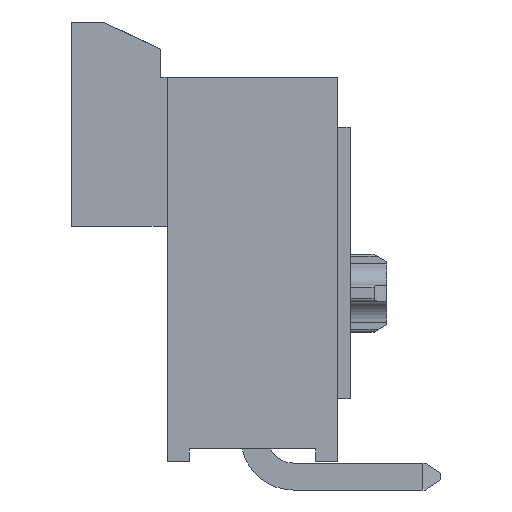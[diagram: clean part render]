
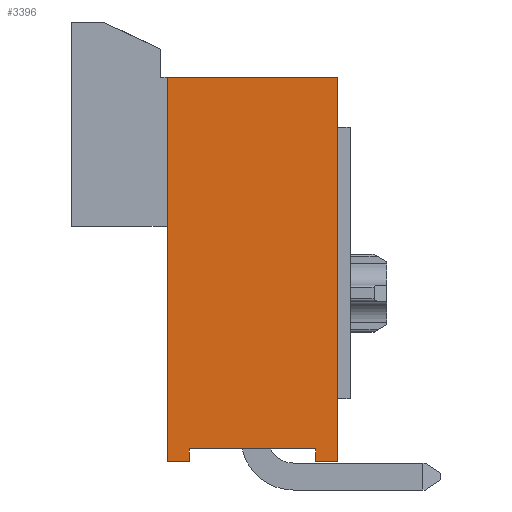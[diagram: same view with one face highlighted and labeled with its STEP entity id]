
A CAD part, left-side view. The second image highlights one B-rep face of the part: STEP entity #3396.
In plain terms, the highlighted planar face has unit normal (-1, 0, 0).
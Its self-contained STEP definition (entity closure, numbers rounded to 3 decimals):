
#9=DIRECTION('',(0.,-1.,0.));
#10=VECTOR('',#9,6.79);
#11=CARTESIAN_POINT('',(-6.025,3.395,0.));
#12=LINE('',#11,#10);
#377=DIRECTION('',(0.,0.,-1.));
#378=VECTOR('',#377,15.3);
#379=CARTESIAN_POINT('',(-6.025,-3.395,0.));
#380=LINE('',#379,#378);
#689=DIRECTION('',(0.,-1.,0.));
#690=VECTOR('',#689,5.03);
#691=CARTESIAN_POINT('',(-6.025,2.515,-14.8));
#692=LINE('',#691,#690);
#693=DIRECTION('',(0.,0.,1.));
#694=VECTOR('',#693,0.5);
#695=CARTESIAN_POINT('',(-6.025,2.515,-15.3));
#696=LINE('',#695,#694);
#697=DIRECTION('',(0.,0.,-1.));
#698=VECTOR('',#697,15.3);
#699=CARTESIAN_POINT('',(-6.025,3.395,0.));
#700=LINE('',#699,#698);
#701=DIRECTION('',(0.,0.,1.));
#702=VECTOR('',#701,0.5);
#703=CARTESIAN_POINT('',(-6.025,-2.515,-15.3));
#704=LINE('',#703,#702);
#745=DIRECTION('',(0.,-1.,0.));
#746=VECTOR('',#745,0.88);
#747=CARTESIAN_POINT('',(-6.025,-2.515,-15.3));
#748=LINE('',#747,#746);
#765=DIRECTION('',(0.,-1.,0.));
#766=VECTOR('',#765,0.88);
#767=CARTESIAN_POINT('',(-6.025,3.395,-15.3));
#768=LINE('',#767,#766);
#2005=CARTESIAN_POINT('',(-6.025,3.395,0.));
#2006=CARTESIAN_POINT('',(-6.025,-3.395,0.));
#2007=VERTEX_POINT('',#2005);
#2008=VERTEX_POINT('',#2006);
#2013=CARTESIAN_POINT('',(-6.025,3.395,-15.3));
#2014=VERTEX_POINT('',#2013);
#2015=CARTESIAN_POINT('',(-6.025,-3.395,-15.3));
#2016=VERTEX_POINT('',#2015);
#2037=CARTESIAN_POINT('',(-6.025,-2.515,-15.3));
#2038=VERTEX_POINT('',#2037);
#2039=CARTESIAN_POINT('',(-6.025,2.515,-15.3));
#2041=VERTEX_POINT('',#2039);
#2045=CARTESIAN_POINT('',(-6.025,2.515,-14.8));
#2046=CARTESIAN_POINT('',(-6.025,-2.515,-14.8));
#2047=VERTEX_POINT('',#2045);
#2048=VERTEX_POINT('',#2046);
#3376=CARTESIAN_POINT('',(-6.025,3.395,0.));
#3377=DIRECTION('',(-1.,0.,0.));
#3378=DIRECTION('',(0.,-1.,0.));
#3379=AXIS2_PLACEMENT_3D('',#3376,#3377,#3378);
#3380=PLANE('',#3379);
#3381=ORIENTED_EDGE('',*,*,#3331,.F.);
#3383=ORIENTED_EDGE('',*,*,#3382,.F.);
#3385=ORIENTED_EDGE('',*,*,#3384,.F.);
#3387=ORIENTED_EDGE('',*,*,#3386,.F.);
#3388=ORIENTED_EDGE('',*,*,#2638,.T.);
#3389=ORIENTED_EDGE('',*,*,#3024,.T.);
#3391=ORIENTED_EDGE('',*,*,#3390,.F.);
#3393=ORIENTED_EDGE('',*,*,#3392,.T.);
#3394=EDGE_LOOP('',(#3381,#3383,#3385,#3387,#3388,#3389,#3391,#3393));
#3395=FACE_OUTER_BOUND('',#3394,.F.);
#3396=ADVANCED_FACE('',(#3395),#3380,.T.);
#2638=EDGE_CURVE('',#2007,#2008,#12,.T.);
#3024=EDGE_CURVE('',#2008,#2016,#380,.T.);
#3331=EDGE_CURVE('',#2047,#2048,#692,.T.);
#3382=EDGE_CURVE('',#2041,#2047,#696,.T.);
#3384=EDGE_CURVE('',#2014,#2041,#768,.T.);
#3386=EDGE_CURVE('',#2007,#2014,#700,.T.);
#3390=EDGE_CURVE('',#2038,#2016,#748,.T.);
#3392=EDGE_CURVE('',#2038,#2048,#704,.T.);
